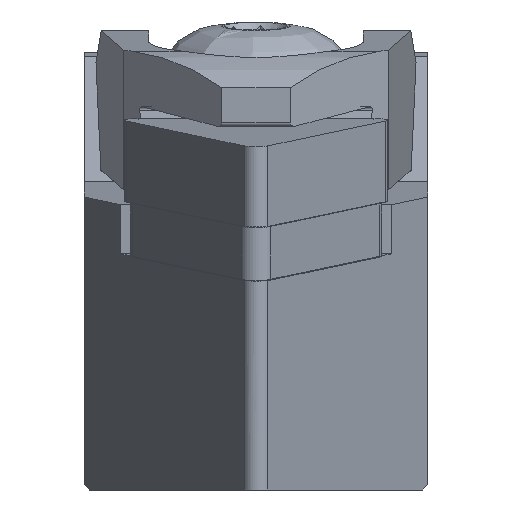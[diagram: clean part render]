
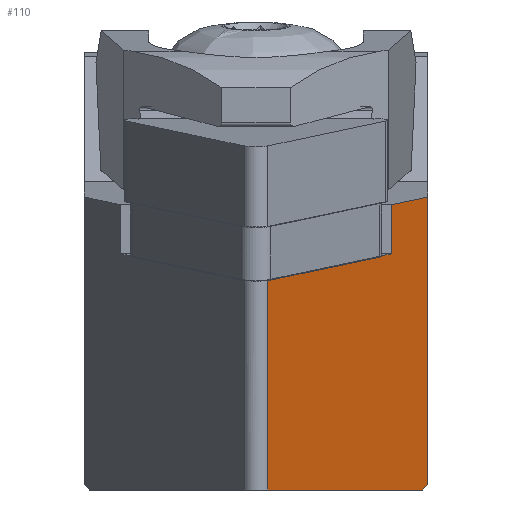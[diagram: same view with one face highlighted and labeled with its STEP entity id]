
A CAD part, left-side view. The second image highlights one B-rep face of the part: STEP entity #110.
In plain terms, the highlighted planar face has unit normal (-0.496, -0.866, -0.061).
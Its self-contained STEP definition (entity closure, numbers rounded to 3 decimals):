
#110=ADVANCED_FACE('',(#270),#201,.F.);
#201=PLANE('',#1641);
#270=FACE_OUTER_BOUND('',#351,.T.);
#351=EDGE_LOOP('',(#519,#520,#521,#522,#523,#524,#525,#526));
#519=ORIENTED_EDGE('',*,*,#1100,.F.);
#520=ORIENTED_EDGE('',*,*,#1101,.F.);
#521=ORIENTED_EDGE('',*,*,#1102,.F.);
#522=ORIENTED_EDGE('',*,*,#1103,.F.);
#523=ORIENTED_EDGE('',*,*,#1104,.F.);
#524=ORIENTED_EDGE('',*,*,#1105,.F.);
#525=ORIENTED_EDGE('',*,*,#1106,.F.);
#526=ORIENTED_EDGE('',*,*,#1067,.F.);
#923=VERTEX_POINT('',#2203);
#924=VERTEX_POINT('',#2205);
#953=VERTEX_POINT('',#2271);
#954=VERTEX_POINT('',#2273);
#955=VERTEX_POINT('',#2275);
#956=VERTEX_POINT('',#2277);
#957=VERTEX_POINT('',#2279);
#958=VERTEX_POINT('',#2281);
#1067=EDGE_CURVE('',#923,#924,#1288,.T.);
#1100=EDGE_CURVE('',#953,#923,#1319,.T.);
#1101=EDGE_CURVE('',#954,#953,#1320,.T.);
#1102=EDGE_CURVE('',#955,#954,#1321,.T.);
#1103=EDGE_CURVE('',#956,#955,#1322,.T.);
#1104=EDGE_CURVE('',#957,#956,#1323,.T.);
#1105=EDGE_CURVE('',#958,#957,#1324,.T.);
#1106=EDGE_CURVE('',#924,#958,#1325,.T.);
#1288=LINE('',#2204,#1462);
#1319=LINE('',#2270,#1493);
#1320=LINE('',#2272,#1494);
#1321=LINE('',#2274,#1495);
#1322=LINE('',#2276,#1496);
#1323=LINE('',#2278,#1497);
#1324=LINE('',#2280,#1498);
#1325=LINE('',#2282,#1499);
#1462=VECTOR('',#1768,1.);
#1493=VECTOR('',#1811,1.);
#1494=VECTOR('',#1812,1.);
#1495=VECTOR('',#1813,1.);
#1496=VECTOR('',#1814,1.);
#1497=VECTOR('',#1815,1.);
#1498=VECTOR('',#1816,1.);
#1499=VECTOR('',#1817,1.);
#1641=AXIS2_PLACEMENT_3D('',#2283,#1818,#1819);
#1768=DIRECTION('',(0.122,0.,-0.993));
#1811=DIRECTION('',(0.86,-0.5,0.106));
#1812=DIRECTION('',(-0.122,0.,0.993));
#1813=DIRECTION('',(0.86,-0.5,0.106));
#1814=DIRECTION('',(0.86,-0.5,0.106));
#1815=DIRECTION('',(-0.122,0.,0.993));
#1816=DIRECTION('',(-0.868,0.497,0.));
#1817=DIRECTION('',(-0.754,0.465,-0.465));
#1818=DIRECTION('',(0.496,0.866,0.061));
#1819=DIRECTION('',(-0.868,0.497,0.));
#2203=CARTESIAN_POINT('',(17.638,-20.,-2.935));
#2204=CARTESIAN_POINT('',(21.287,-20.,-32.652));
#2205=CARTESIAN_POINT('',(19.697,-20.,-19.7));
#2270=CARTESIAN_POINT('',(17.638,-20.,-2.935));
#2271=CARTESIAN_POINT('',(13.995,-17.881,-3.383));
#2272=CARTESIAN_POINT('',(17.644,-17.881,-33.099));
#2273=CARTESIAN_POINT('',(14.346,-17.881,-6.241));
#2274=CARTESIAN_POINT('',(17.989,-20.,-5.794));
#2275=CARTESIAN_POINT('',(13.373,-17.315,-6.361));
#2276=CARTESIAN_POINT('',(17.989,-20.,-5.794));
#2277=CARTESIAN_POINT('',(1.989,-10.693,-7.758));
#2278=CARTESIAN_POINT('',(5.287,-10.693,-34.617));
#2279=CARTESIAN_POINT('',(3.492,-10.693,-20.));
#2280=CARTESIAN_POINT('',(20.903,-20.67,-20.));
#2281=CARTESIAN_POINT('',(19.21,-19.7,-20.));
#2282=CARTESIAN_POINT('',(16.064,-17.761,-21.939));
#2283=CARTESIAN_POINT('',(21.287,-20.,-32.652));
